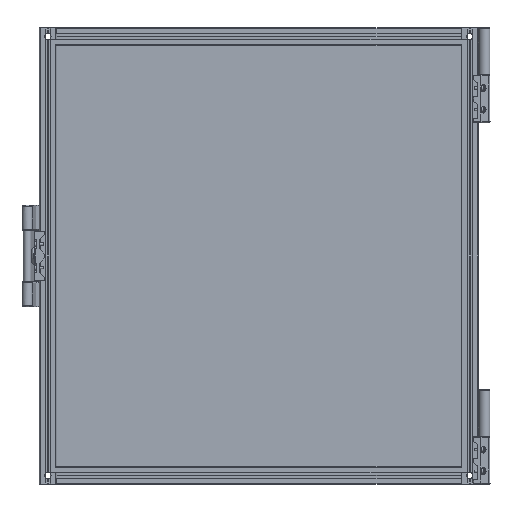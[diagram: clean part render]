
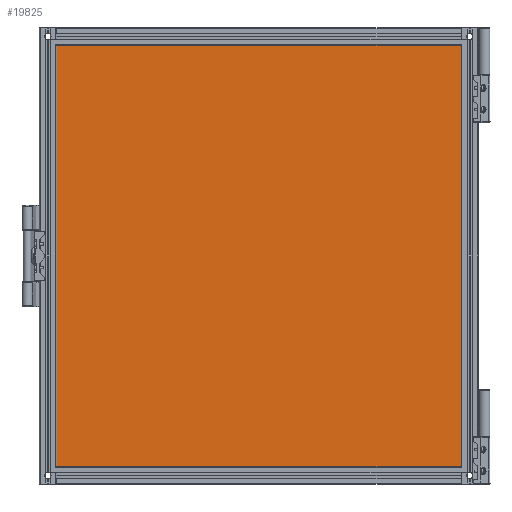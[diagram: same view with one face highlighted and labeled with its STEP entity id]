
A CAD part, left-side view. The second image highlights one B-rep face of the part: STEP entity #19825.
In plain terms, the highlighted planar face has unit normal (-1, 0, 0).
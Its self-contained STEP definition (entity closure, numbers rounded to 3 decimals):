
#2127=FACE_OUTER_BOUND('',#3292,.T.);
#3292=EDGE_LOOP('',(#16270,#16271,#16272,#16273));
#5400=LINE('',#36831,#7344);
#5404=LINE('',#36839,#7348);
#5407=LINE('',#36845,#7351);
#5410=LINE('',#36850,#7354);
#7344=VECTOR('',#25190,10.);
#7348=VECTOR('',#25196,10.);
#7351=VECTOR('',#25201,10.);
#7354=VECTOR('',#25206,10.);
#9247=VERTEX_POINT('',#36829);
#9248=VERTEX_POINT('',#36830);
#9251=VERTEX_POINT('',#36838);
#9253=VERTEX_POINT('',#36844);
#11656=EDGE_CURVE('',#9247,#9248,#5400,.T.);
#11660=EDGE_CURVE('',#9251,#9248,#5404,.T.);
#11663=EDGE_CURVE('',#9253,#9247,#5407,.T.);
#11666=EDGE_CURVE('',#9253,#9251,#5410,.T.);
#16270=ORIENTED_EDGE('',*,*,#11663,.F.);
#16271=ORIENTED_EDGE('',*,*,#11666,.T.);
#16272=ORIENTED_EDGE('',*,*,#11660,.T.);
#16273=ORIENTED_EDGE('',*,*,#11656,.F.);
#18819=PLANE('',#21260);
#19825=ADVANCED_FACE('',(#2127),#18819,.F.);
#21260=AXIS2_PLACEMENT_3D('',#36853,#25210,#25211);
#25190=DIRECTION('',(0.,1.,0.));
#25196=DIRECTION('',(0.,0.,-1.));
#25201=DIRECTION('',(0.,0.,-1.));
#25206=DIRECTION('',(0.,1.,0.));
#25210=DIRECTION('center_axis',(1.,0.,0.));
#25211=DIRECTION('ref_axis',(0.,1.,0.));
#36829=CARTESIAN_POINT('',(397.507,-403.,-90.));
#36830=CARTESIAN_POINT('',(397.507,77.,-90.));
#36831=CARTESIAN_POINT('',(397.507,27.,-90.));
#36838=CARTESIAN_POINT('',(397.507,77.,410.));
#36839=CARTESIAN_POINT('',(397.507,77.,-40.));
#36844=CARTESIAN_POINT('',(397.507,-403.,410.));
#36845=CARTESIAN_POINT('',(397.507,-403.,360.));
#36850=CARTESIAN_POINT('',(397.507,27.,410.));
#36853=CARTESIAN_POINT('Origin',(397.507,-163.,160.));
